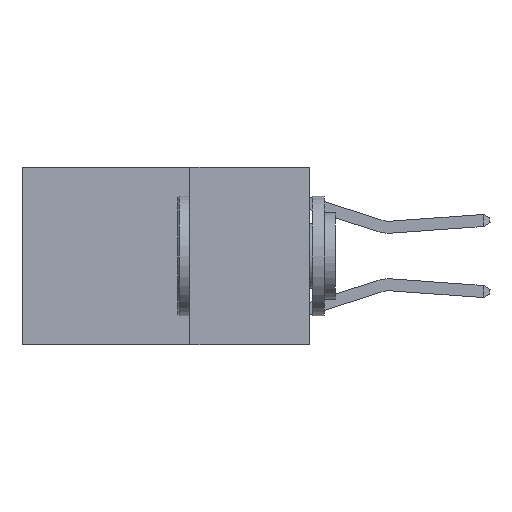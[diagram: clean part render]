
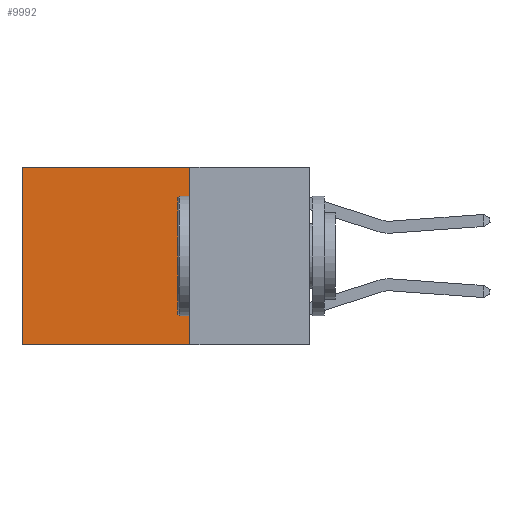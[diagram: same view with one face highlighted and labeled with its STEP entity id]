
A CAD part, left-side view. The second image highlights one B-rep face of the part: STEP entity #9992.
In plain terms, the highlighted planar face has unit normal (-1, 0, 0).
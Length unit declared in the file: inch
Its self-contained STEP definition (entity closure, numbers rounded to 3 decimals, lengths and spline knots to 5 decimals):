
#294 = EDGE_CURVE ( 'NONE', #11000, #451, #1155, .T. ) ;
#359 = ORIENTED_EDGE ( 'NONE', *, *, #2987, .F. ) ;
#451 = VERTEX_POINT ( 'NONE', #9237 ) ;
#576 = DIRECTION ( 'NONE',  ( 0., 1., 0. ) ) ;
#645 = CARTESIAN_POINT ( 'NONE',  ( 0.2625, 0.25, -0.37 ) ) ;
#879 = CARTESIAN_POINT ( 'NONE',  ( 0.2625, 0.25, 0. ) ) ;
#881 = LINE ( 'NONE', #4477, #6588 ) ;
#1155 = LINE ( 'NONE', #8285, #6812 ) ;
#2953 = PLANE ( 'NONE',  #9176 ) ;
#2987 = EDGE_CURVE ( 'NONE', #4212, #451, #3468, .T. ) ;
#3136 = CARTESIAN_POINT ( 'NONE',  ( 0.2625, 0.25, 0. ) ) ;
#3214 = VERTEX_POINT ( 'NONE', #9224 ) ;
#3227 = CARTESIAN_POINT ( 'NONE',  ( 0.2625, 0.25, -0.37 ) ) ;
#3468 = LINE ( 'NONE', #645, #6947 ) ;
#3831 = FACE_OUTER_BOUND ( 'NONE', #7157, .T. ) ;
#3984 = ORIENTED_EDGE ( 'NONE', *, *, #7246, .F. ) ;
#4212 = VERTEX_POINT ( 'NONE', #3227 ) ;
#4477 = CARTESIAN_POINT ( 'NONE',  ( 0.2625, 0.25, 0. ) ) ;
#4830 = DIRECTION ( 'NONE',  ( 1., 0., 0. ) ) ;
#5920 = EDGE_CURVE ( 'NONE', #3214, #11000, #9725, .T. ) ;
#6588 = VECTOR ( 'NONE', #7998, 39.37008 ) ;
#6812 = VECTOR ( 'NONE', #7509, 39.37008 ) ;
#6947 = VECTOR ( 'NONE', #576, 39.37008 ) ;
#7157 = EDGE_LOOP ( 'NONE', ( #7810, #359, #3984, #8539 ) ) ;
#7246 = EDGE_CURVE ( 'NONE', #3214, #4212, #881, .T. ) ;
#7509 = DIRECTION ( 'NONE',  ( 0., 0., -1. ) ) ;
#7810 = ORIENTED_EDGE ( 'NONE', *, *, #294, .T. ) ;
#7955 = CARTESIAN_POINT ( 'NONE',  ( 0.2625, 0.6, 0. ) ) ;
#7996 = DIRECTION ( 'NONE',  ( 0., 1., 0. ) ) ;
#7998 = DIRECTION ( 'NONE',  ( 0., 0., -1. ) ) ;
#8285 = CARTESIAN_POINT ( 'NONE',  ( 0.2625, 0.6, 0. ) ) ;
#8539 = ORIENTED_EDGE ( 'NONE', *, *, #5920, .T. ) ;
#9148 = DIRECTION ( 'NONE',  ( 0., 0., -1. ) ) ;
#9176 = AXIS2_PLACEMENT_3D ( 'NONE', #3136, #4830, #9148 ) ;
#9224 = CARTESIAN_POINT ( 'NONE',  ( 0.2625, 0.25, 0. ) ) ;
#9237 = CARTESIAN_POINT ( 'NONE',  ( 0.2625, 0.6, -0.37 ) ) ;
#9725 = LINE ( 'NONE', #879, #10465 ) ;
#9992 = ADVANCED_FACE ( 'NONE', ( #3831 ), #2953, .F. ) ;
#10465 = VECTOR ( 'NONE', #7996, 39.37008 ) ;
#11000 = VERTEX_POINT ( 'NONE', #7955 ) ;
